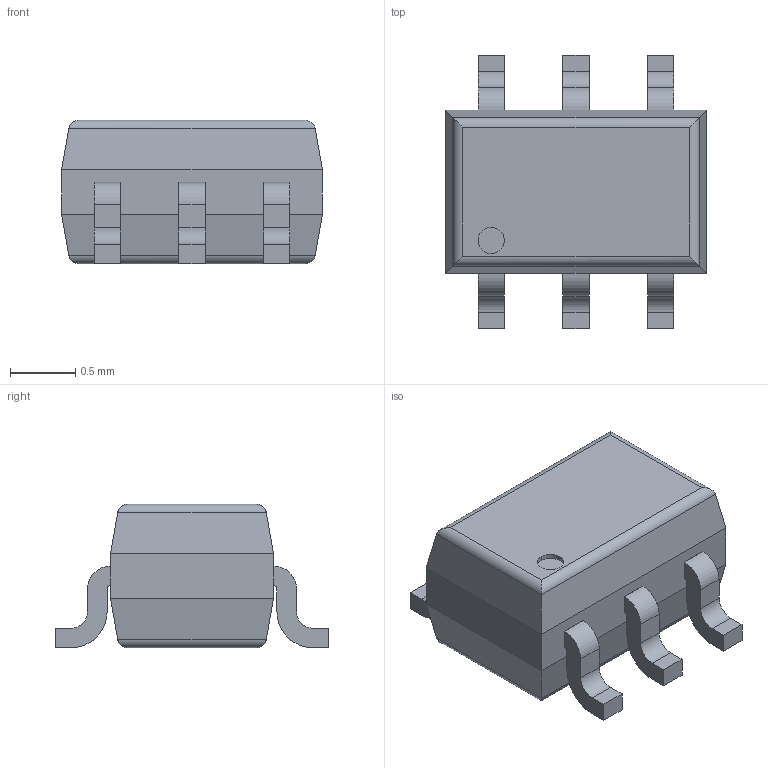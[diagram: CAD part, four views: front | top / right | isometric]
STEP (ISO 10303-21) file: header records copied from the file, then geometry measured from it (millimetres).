
FILE_DESCRIPTION (( 'STEP AP214' ), '1' );
FILE_NAME ( 'ON-Semi-MUN5211DW1T1G_SOT23-6P65_210X110L36X20L.STEP', '2021-03-15T15:14:33', ( '' ), ( '' ), '', '©2017 PCB Libraries, Inc.', '' );
FILE_SCHEMA (( 'AUTOMOTIVE_DESIGN' ));
Length unit declared in the file: millimetre
Products named in the file (1): ON-Semi-MUN5211DW1T1G_SOT23-6P65_210X110L36X20L
Bounding box: 2 x 2.1 x 1.1 mm (x, y, z)
Volume: 2.7 mm3; surface area: 14.5 mm2
Topology: 7 solids, 7 shells, 109 faces, 266 edges, 172 vertices
Faces by surface type: plane 75, cylinder 34
Entity records: 3333 total; most frequent: CARTESIAN_POINT 572, ORIENTED_EDGE 532, DIRECTION 530, EDGE_CURVE 266, VECTOR 206, LINE 206, VERTEX_POINT 172, AXIS2_PLACEMENT_3D 162
